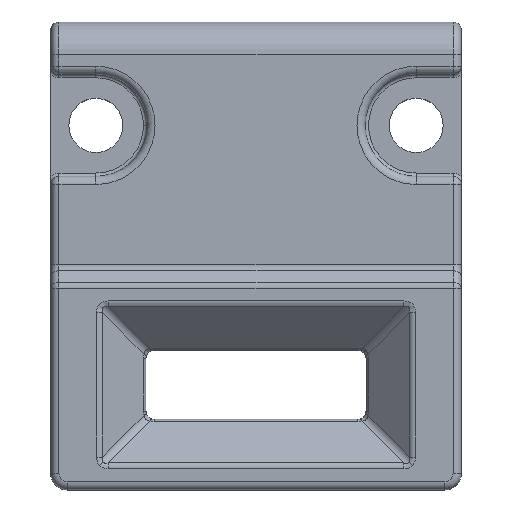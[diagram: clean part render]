
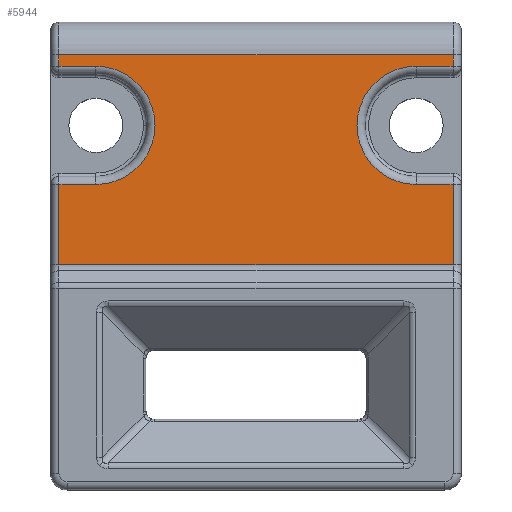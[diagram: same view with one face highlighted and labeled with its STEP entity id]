
A CAD part, top view. The second image highlights one B-rep face of the part: STEP entity #5944.
In plain terms, the highlighted planar face has unit normal (0, 0, 1).
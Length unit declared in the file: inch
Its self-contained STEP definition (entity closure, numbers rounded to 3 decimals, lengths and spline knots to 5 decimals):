
#22 = ORIENTED_EDGE ( 'NONE', *, *, #3400, .T. ) ;
#46 = LINE ( 'NONE', #3244, #1261 ) ;
#86 = DIRECTION ( 'NONE',  ( -1., 0., 0. ) ) ;
#181 = DIRECTION ( 'NONE',  ( 0., 1., 0. ) ) ;
#192 = AXIS2_PLACEMENT_3D ( 'NONE', #1665, #5359, #2203 ) ;
#210 = VECTOR ( 'NONE', #1624, 39.37008 ) ;
#320 = CARTESIAN_POINT ( 'NONE',  ( 0.47244, 1.04331, 0.09843 ) ) ;
#457 = CARTESIAN_POINT ( 'NONE',  ( -0.47244, 0.53965, 0.09843 ) ) ;
#485 = CARTESIAN_POINT ( 'NONE',  ( -0.47244, 0.73228, 0.09843 ) ) ;
#534 = ORIENTED_EDGE ( 'NONE', *, *, #6634, .T. ) ;
#763 = AXIS2_PLACEMENT_3D ( 'NONE', #1903, #2444, #6110 ) ;
#905 = ORIENTED_EDGE ( 'NONE', *, *, #6670, .T. ) ;
#1083 = CARTESIAN_POINT ( 'NONE',  ( -0.49213, 1.04331, 0.09843 ) ) ;
#1143 = CIRCLE ( 'NONE', #4643, 0.14173 ) ;
#1189 = DIRECTION ( 'NONE',  ( 0., 1., 0. ) ) ;
#1261 = VECTOR ( 'NONE', #3799, 39.37008 ) ;
#1493 = CARTESIAN_POINT ( 'NONE',  ( -0.38386, 0.73228, 0.09843 ) ) ;
#1570 = ORIENTED_EDGE ( 'NONE', *, *, #6681, .T. ) ;
#1600 = ORIENTED_EDGE ( 'NONE', *, *, #6628, .T. ) ;
#1624 = DIRECTION ( 'NONE',  ( -1., 0., 0. ) ) ;
#1665 = CARTESIAN_POINT ( 'NONE',  ( -0.38386, 0.87402, 0.09843 ) ) ;
#1732 = ORIENTED_EDGE ( 'NONE', *, *, #6687, .T. ) ;
#1744 = CARTESIAN_POINT ( 'NONE',  ( 0.47244, 0.73228, 0.09843 ) ) ;
#1903 = CARTESIAN_POINT ( 'NONE',  ( -0.49213, 0.98425, 0.09843 ) ) ;
#1990 = ORIENTED_EDGE ( 'NONE', *, *, #6647, .T. ) ;
#2019 = VECTOR ( 'NONE', #3846, 39.37008 ) ;
#2183 = LINE ( 'NONE', #5924, #4863 ) ;
#2203 = DIRECTION ( 'NONE',  ( 0., 1., 0. ) ) ;
#2259 = CARTESIAN_POINT ( 'NONE',  ( 0.38386, 0.73228, 0.09843 ) ) ;
#2266 = CARTESIAN_POINT ( 'NONE',  ( -0.49213, 1.01575, 0.09843 ) ) ;
#2357 = VECTOR ( 'NONE', #4866, 39.37008 ) ;
#2444 = DIRECTION ( 'NONE',  ( 0., 0., -1. ) ) ;
#2491 = ORIENTED_EDGE ( 'NONE', *, *, #3437, .T. ) ;
#2524 = LINE ( 'NONE', #3822, #6549 ) ;
#2691 = LINE ( 'NONE', #4355, #3962 ) ;
#2721 = CARTESIAN_POINT ( 'NONE',  ( -0.47244, 0.98425, 0.09843 ) ) ;
#2851 = CARTESIAN_POINT ( 'NONE',  ( -0.49213, 0.73228, 0.09843 ) ) ;
#2855 = CIRCLE ( 'NONE', #192, 0.14173 ) ;
#2867 = DIRECTION ( 'NONE',  ( -1., 0., 0. ) ) ;
#2945 = DIRECTION ( 'NONE',  ( 0., 1., 0. ) ) ;
#2958 = DIRECTION ( 'NONE',  ( 0., 0., -1. ) ) ;
#2968 = CARTESIAN_POINT ( 'NONE',  ( 0.38386, 0.87402, 0.09843 ) ) ;
#3200 = CARTESIAN_POINT ( 'NONE',  ( -0.38386, 1.01575, 0.09843 ) ) ;
#3244 = CARTESIAN_POINT ( 'NONE',  ( -0.49213, 1.01575, 0.09843 ) ) ;
#3284 = DIRECTION ( 'NONE',  ( 0., -1., 0. ) ) ;
#3400 = EDGE_CURVE ( 'NONE', #4840, #4873, #1143, .T. ) ;
#3437 = EDGE_CURVE ( 'NONE', #4834, #4840, #3827, .T. ) ;
#3443 = LINE ( 'NONE', #4448, #4707 ) ;
#3606 = LINE ( 'NONE', #2266, #2019 ) ;
#3687 = CARTESIAN_POINT ( 'NONE',  ( 0.47244, 1.01575, 0.09843 ) ) ;
#3799 = DIRECTION ( 'NONE',  ( 1., 0., 0. ) ) ;
#3822 = CARTESIAN_POINT ( 'NONE',  ( -0.47244, 0.98425, 0.09843 ) ) ;
#3827 = LINE ( 'NONE', #2851, #6592 ) ;
#3846 = DIRECTION ( 'NONE',  ( 1., 0., 0. ) ) ;
#3962 = VECTOR ( 'NONE', #86, 39.37008 ) ;
#4063 = VERTEX_POINT ( 'NONE', #320 ) ;
#4127 = VECTOR ( 'NONE', #6388, 39.37008 ) ;
#4355 = CARTESIAN_POINT ( 'NONE',  ( -0.49213, 0.73228, 0.09843 ) ) ;
#4406 = EDGE_LOOP ( 'NONE', ( #6496, #6568, #6611, #1600, #534, #4937, #1990, #905, #2491, #22, #1570, #1732 ) ) ;
#4448 = CARTESIAN_POINT ( 'NONE',  ( 0.47244, 0.98425, 0.09843 ) ) ;
#4470 = LINE ( 'NONE', #1083, #210 ) ;
#4500 = VERTEX_POINT ( 'NONE', #6696 ) ;
#4643 = AXIS2_PLACEMENT_3D ( 'NONE', #2968, #2958, #2945 ) ;
#4685 = VERTEX_POINT ( 'NONE', #5269 ) ;
#4699 = VERTEX_POINT ( 'NONE', #3200 ) ;
#4707 = VECTOR ( 'NONE', #181, 39.37008 ) ;
#4757 = VERTEX_POINT ( 'NONE', #1493 ) ;
#4778 = VERTEX_POINT ( 'NONE', #485 ) ;
#4789 = VERTEX_POINT ( 'NONE', #457 ) ;
#4827 = VERTEX_POINT ( 'NONE', #4919 ) ;
#4834 = VERTEX_POINT ( 'NONE', #1744 ) ;
#4840 = VERTEX_POINT ( 'NONE', #2259 ) ;
#4863 = VECTOR ( 'NONE', #1189, 39.37008 ) ;
#4866 = DIRECTION ( 'NONE',  ( 1., 0., 0. ) ) ;
#4873 = VERTEX_POINT ( 'NONE', #5746 ) ;
#4880 = VERTEX_POINT ( 'NONE', #3687 ) ;
#4885 = CARTESIAN_POINT ( 'NONE',  ( 0.49213, 0.53965, 0.09843 ) ) ;
#4919 = CARTESIAN_POINT ( 'NONE',  ( 0.47244, 0.53965, 0.09843 ) ) ;
#4937 = ORIENTED_EDGE ( 'NONE', *, *, #6644, .T. ) ;
#5084 = PLANE ( 'NONE',  #763 ) ;
#5159 = LINE ( 'NONE', #4885, #2357 ) ;
#5269 = CARTESIAN_POINT ( 'NONE',  ( -0.47244, 1.01575, 0.09843 ) ) ;
#5359 = DIRECTION ( 'NONE',  ( 0., 0., -1. ) ) ;
#5477 = LINE ( 'NONE', #2721, #4127 ) ;
#5591 = FACE_OUTER_BOUND ( 'NONE', #4406, .T. ) ;
#5746 = CARTESIAN_POINT ( 'NONE',  ( 0.38386, 1.01575, 0.09843 ) ) ;
#5924 = CARTESIAN_POINT ( 'NONE',  ( 0.47244, 0.98425, 0.09843 ) ) ;
#5944 = ADVANCED_FACE ( 'NONE', ( #5591 ), #5084, .F. ) ;
#6110 = DIRECTION ( 'NONE',  ( 0., 1., 0. ) ) ;
#6388 = DIRECTION ( 'NONE',  ( 0., -1., 0. ) ) ;
#6496 = ORIENTED_EDGE ( 'NONE', *, *, #6596, .T. ) ;
#6549 = VECTOR ( 'NONE', #3284, 39.37008 ) ;
#6568 = ORIENTED_EDGE ( 'NONE', *, *, #6613, .T. ) ;
#6592 = VECTOR ( 'NONE', #2867, 39.37008 ) ;
#6596 = EDGE_CURVE ( 'NONE', #4063, #4500, #4470, .T. ) ;
#6611 = ORIENTED_EDGE ( 'NONE', *, *, #6621, .T. ) ;
#6613 = EDGE_CURVE ( 'NONE', #4500, #4685, #5477, .T. ) ;
#6621 = EDGE_CURVE ( 'NONE', #4685, #4699, #46, .T. ) ;
#6628 = EDGE_CURVE ( 'NONE', #4699, #4757, #2855, .T. ) ;
#6634 = EDGE_CURVE ( 'NONE', #4757, #4778, #2691, .T. ) ;
#6644 = EDGE_CURVE ( 'NONE', #4778, #4789, #2524, .T. ) ;
#6647 = EDGE_CURVE ( 'NONE', #4789, #4827, #5159, .T. ) ;
#6670 = EDGE_CURVE ( 'NONE', #4827, #4834, #2183, .T. ) ;
#6681 = EDGE_CURVE ( 'NONE', #4873, #4880, #3606, .T. ) ;
#6687 = EDGE_CURVE ( 'NONE', #4880, #4063, #3443, .T. ) ;
#6696 = CARTESIAN_POINT ( 'NONE',  ( -0.47244, 1.04331, 0.09843 ) ) ;
